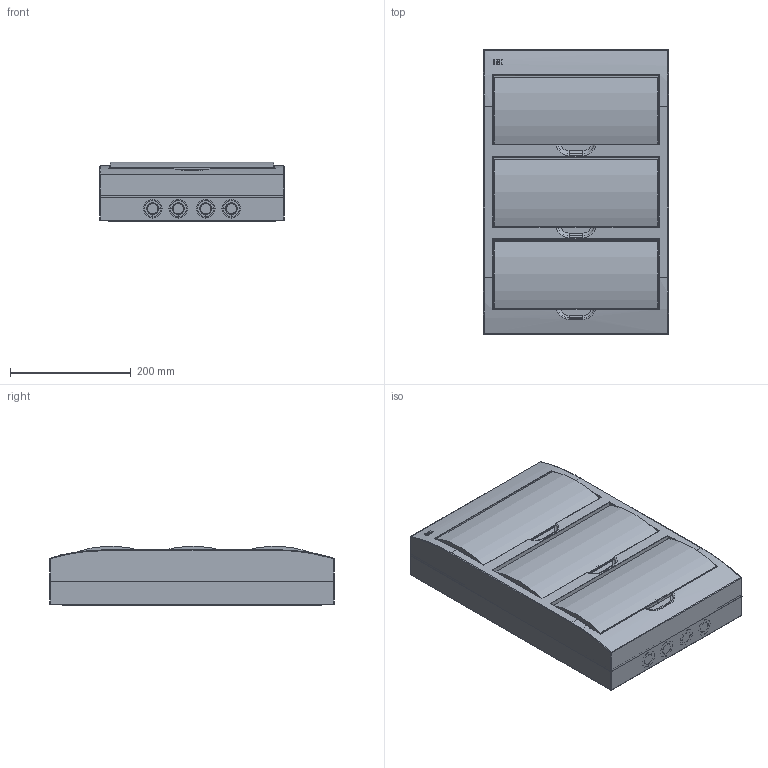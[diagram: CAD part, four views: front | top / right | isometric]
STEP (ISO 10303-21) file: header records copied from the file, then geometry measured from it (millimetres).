
FILE_DESCRIPTION (( 'STEP AP203' ), '1' );
FILE_NAME ('MKP12-N-36-40-05 Áîêñ ÙÐÍ-Ï-36 ìîäóëåé íàâåñí.ïëàñòèê IP41.STEP', '2016-08-12T14:13:44', ( '' ), ( '' ), 'SwSTEP 2.0', 'SolidWorks 2014', '' );
FILE_SCHEMA (( 'CONFIG_CONTROL_DESIGN' ));
Length unit declared in the file: millimetre
Products named in the file (2): MKP12-N-36-40-05 Áîêñ ÙÐÍ-Ï-36 ìîäóëåé íàâåñí.ïëàñòèê IP41
Bounding box: 307 x 473 x 99.33 mm (x, y, z)
Volume: 1257900.1 mm3; surface area: 1250698.5 mm2
Topology: 17 solids, 17 shells, 2934 faces, 7884 edges, 5116 vertices
Faces by surface type: plane 2052, cylinder 520, cone 175, torus 80, bspline 79, sphere 28
Entity records: 95817 total; most frequent: CARTESIAN_POINT 23464, ORIENTED_EDGE 15760, DIRECTION 14222, EDGE_CURVE 7880, LINE 5244, VECTOR 5244, VERTEX_POINT 5116, AXIS2_PLACEMENT_3D 4489
